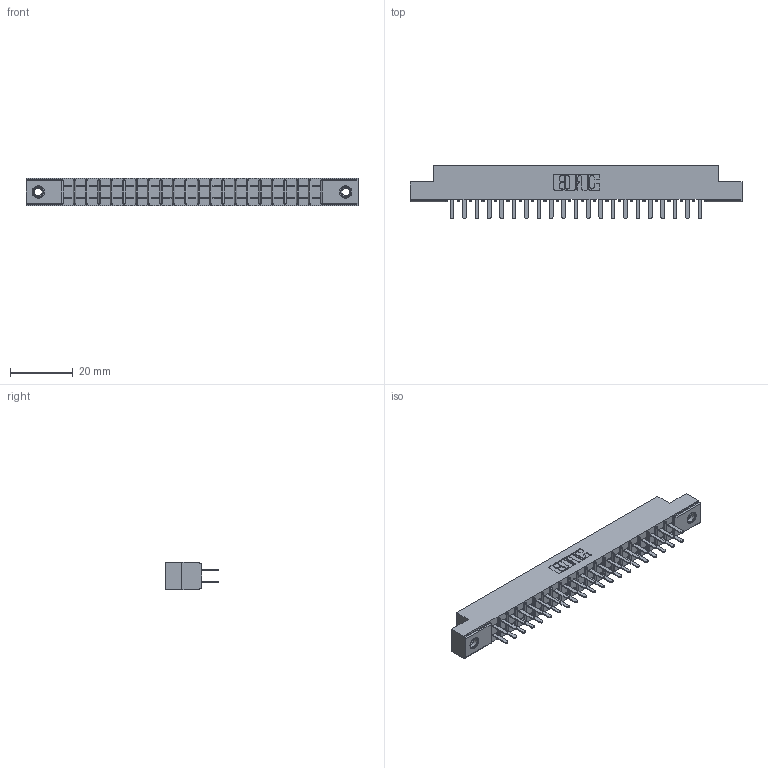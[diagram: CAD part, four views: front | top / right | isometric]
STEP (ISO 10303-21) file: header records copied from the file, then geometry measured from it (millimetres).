
FILE_DESCRIPTION (( 'STEP AP203' ), '1' );
FILE_NAME ('355-042-520-507.STEP', '2019-09-11T13:39:56', ( '' ), ( '' ), 'SwSTEP 2.0', 'SolidWorks 2016', '' );
FILE_SCHEMA (( 'CONFIG_CONTROL_DESIGN' ));
Length unit declared in the file: inch
Products named in the file (4): 305 Part_.156 Dia; 355-042-520-507; 345-250-001_345-250-005-103; 305-290-001_520
Assembly tree (45 placements, depth 2):
  355-042-520-507
    305 Part_.156 Dia
    305-290-001_520  x42
    345-250-001_345-250-005-103  x2
Bounding box: 106.22 x 17.09 x 8.71 mm (x, y, z)
Volume: 6352.3 mm3; surface area: 12665.6 mm2
Topology: 45 solids, 45 shells, 2108 faces, 5975 edges, 3862 vertices
Faces by surface type: plane 1234, cylinder 774, sphere 84, cone 12, torus 4
Entity records: 26359 total; most frequent: CARTESIAN_POINT 4344, ORIENTED_EDGE 4302, DIRECTION 4229, EDGE_CURVE 2151, VECTOR 1715, LINE 1715, VERTEX_POINT 1372, AXIS2_PLACEMENT_3D 1257
